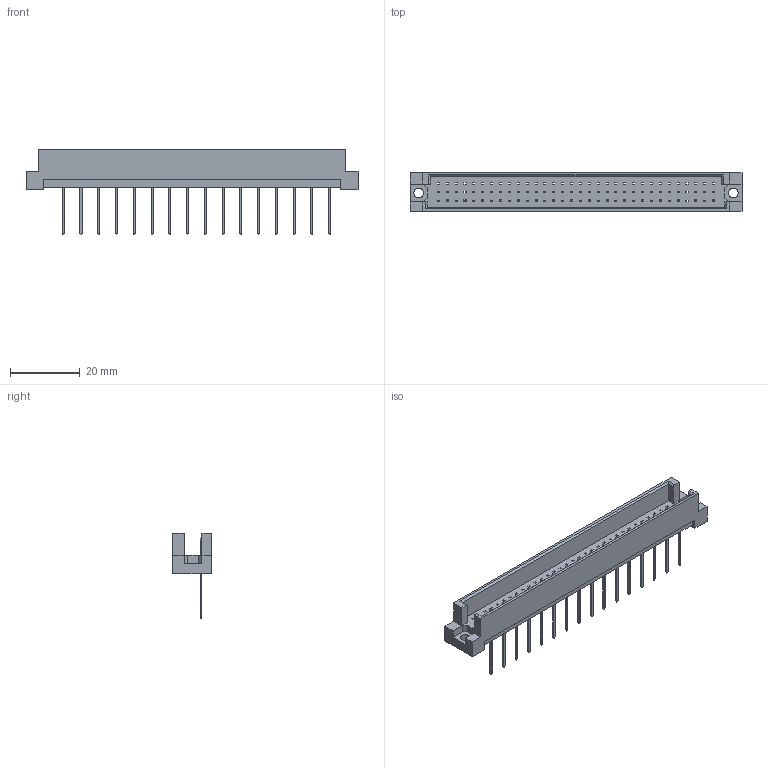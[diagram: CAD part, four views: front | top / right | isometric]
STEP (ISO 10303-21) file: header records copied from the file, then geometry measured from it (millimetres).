
FILE_DESCRIPTION (( 'STEP AP203' ), '1' );
FILE_NAME ('493-116-340-122.STEP', '2019-11-11T19:04:54', ( '' ), ( '' ), 'SwSTEP 2.0', 'SolidWorks 2020', '' );
FILE_SCHEMA (( 'CONFIG_CONTROL_DESIGN' ));
Length unit declared in the file: millimetre
Products named in the file (3): 493-290_40; 493-116-340-122; 493 Part_96
Assembly tree (17 placements, depth 2):
  493-116-340-122
    493 Part_96
    493-290_40  x16
Bounding box: 95 x 11.1 x 24.6 mm (x, y, z)
Volume: 5768 mm3; surface area: 7278.1 mm2
Topology: 17 solids, 17 shells, 660 faces, 1746 edges, 1120 vertices
Faces by surface type: plane 656, cylinder 4
Entity records: 15839 total; most frequent: CARTESIAN_POINT 2676, ORIENTED_EDGE 2652, DIRECTION 2274, EDGE_CURVE 1326, VECTOR 1318, LINE 1318, VERTEX_POINT 880, EDGE_LOOP 646
